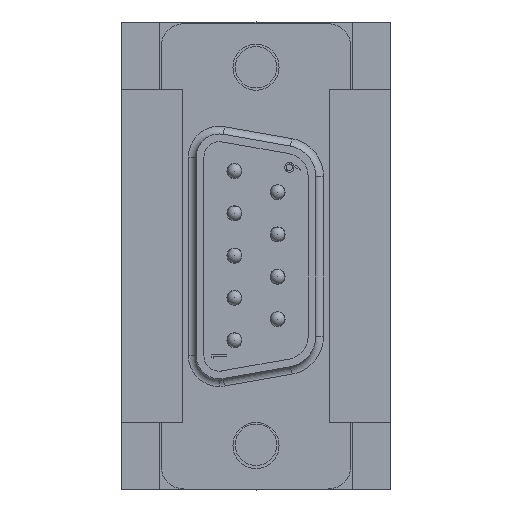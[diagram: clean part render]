
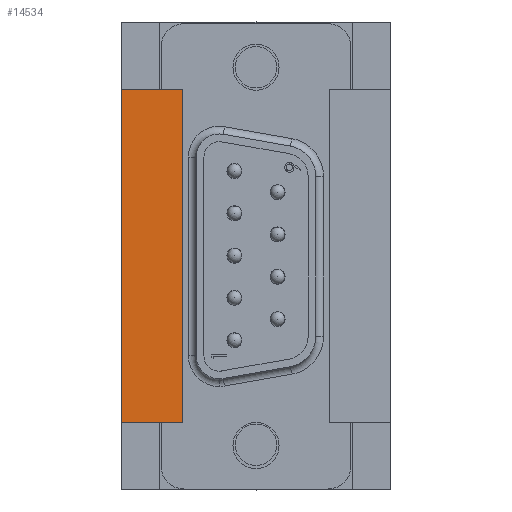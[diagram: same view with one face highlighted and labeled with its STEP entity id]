
A CAD part, left-side view. The second image highlights one B-rep face of the part: STEP entity #14534.
In plain terms, the highlighted planar face has unit normal (-1, 0, 0).
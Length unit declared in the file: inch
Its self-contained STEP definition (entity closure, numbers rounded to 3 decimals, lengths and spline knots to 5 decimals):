
#7132 = CARTESIAN_POINT ( 'NONE',  ( -0.79, 0.35, -0.434 ) ) ;
#7183 = CARTESIAN_POINT ( 'NONE',  ( -0.79, 0.35, 0.434 ) ) ;
#7184 = DIRECTION ( 'NONE',  ( 0., 0., -1. ) ) ;
#7185 = VECTOR ( 'NONE', #7184, 39.37008 ) ;
#7186 = CARTESIAN_POINT ( 'NONE',  ( -0.79, 0.35, 0.434 ) ) ;
#7187 = LINE ( 'NONE', #7186, #7185 ) ;
#7989 = CARTESIAN_POINT ( 'NONE',  ( -0.79, 0.25, -0.43395 ) ) ;
#8004 = DIRECTION ( 'NONE',  ( 0., -1., 0. ) ) ;
#8005 = VECTOR ( 'NONE', #8004, 39.37008 ) ;
#8006 = CARTESIAN_POINT ( 'NONE',  ( -0.79, 0.34957, -0.434 ) ) ;
#8007 = LINE ( 'NONE', #8006, #8005 ) ;
#8074 = DIRECTION ( 'NONE',  ( 0., 1., 0. ) ) ;
#8075 = VECTOR ( 'NONE', #8074, 39.37008 ) ;
#8076 = CARTESIAN_POINT ( 'NONE',  ( -0.79, 0.19, 0.43395 ) ) ;
#8077 = LINE ( 'NONE', #8076, #8075 ) ;
#8078 = CARTESIAN_POINT ( 'NONE',  ( -0.79, 0.19, 0.43395 ) ) ;
#8079 = DIRECTION ( 'NONE',  ( 0., 0., -1. ) ) ;
#8080 = VECTOR ( 'NONE', #8079, 39.37008 ) ;
#8081 = CARTESIAN_POINT ( 'NONE',  ( -0.79, 0.19, 0.43395 ) ) ;
#8082 = LINE ( 'NONE', #8081, #8080 ) ;
#8117 = DIRECTION ( 'NONE',  ( 0., -1., 0. ) ) ;
#8118 = VECTOR ( 'NONE', #8117, 39.37008 ) ;
#8119 = CARTESIAN_POINT ( 'NONE',  ( -0.79, 0.35, 0.434 ) ) ;
#8120 = LINE ( 'NONE', #8119, #8118 ) ;
#8131 = CARTESIAN_POINT ( 'NONE',  ( -0.79, 0.19, -0.43395 ) ) ;
#8132 = DIRECTION ( 'NONE',  ( 0., 1., 0. ) ) ;
#8133 = VECTOR ( 'NONE', #8132, 39.37008 ) ;
#8134 = CARTESIAN_POINT ( 'NONE',  ( -0.79, 0.19, -0.43395 ) ) ;
#8135 = LINE ( 'NONE', #8134, #8133 ) ;
#8178 = DIRECTION ( 'NONE',  ( 0., 1., 0. ) ) ;
#8179 = DIRECTION ( 'NONE',  ( 1., 0., 0. ) ) ;
#8180 = CARTESIAN_POINT ( 'NONE',  ( -0.79, 0.35, 0.434 ) ) ;
#8181 = AXIS2_PLACEMENT_3D ( 'NONE', #8180, #8179, #8178 ) ;
#8182 = PLANE ( 'NONE',  #8181 ) ;
#8183 = FACE_OUTER_BOUND ( 'NONE', #14510, .T. ) ;
#8311 = CARTESIAN_POINT ( 'NONE',  ( -0.79, 0.25, 0.43395 ) ) ;
#13969 = EDGE_CURVE ( 'NONE', #13970, #14010, #7187, .T. ) ;
#13970 = VERTEX_POINT ( 'NONE', #7183 ) ;
#14010 = VERTEX_POINT ( 'NONE', #7132 ) ;
#14507 = ORIENTED_EDGE ( 'NONE', *, *, #14587, .T. ) ;
#14508 = ORIENTED_EDGE ( 'NONE', *, *, #14556, .F. ) ;
#14510 = EDGE_LOOP ( 'NONE', ( #14511, #14512, #14507, #14508, #14558, #14561 ) ) ;
#14511 = ORIENTED_EDGE ( 'NONE', *, *, #14542, .F. ) ;
#14512 = ORIENTED_EDGE ( 'NONE', *, *, #13969, .T. ) ;
#14534 = ADVANCED_FACE ( 'NONE', ( #8183 ), #8182, .F. ) ;
#14542 = EDGE_CURVE ( 'NONE', #13970, #14625, #8120, .T. ) ;
#14556 = EDGE_CURVE ( 'NONE', #14557, #14593, #8135, .T. ) ;
#14557 = VERTEX_POINT ( 'NONE', #8131 ) ;
#14558 = ORIENTED_EDGE ( 'NONE', *, *, #14559, .F. ) ;
#14559 = EDGE_CURVE ( 'NONE', #14560, #14557, #8082, .T. ) ;
#14560 = VERTEX_POINT ( 'NONE', #8078 ) ;
#14561 = ORIENTED_EDGE ( 'NONE', *, *, #14562, .T. ) ;
#14562 = EDGE_CURVE ( 'NONE', #14560, #14625, #8077, .T. ) ;
#14587 = EDGE_CURVE ( 'NONE', #14010, #14593, #8007, .T. ) ;
#14593 = VERTEX_POINT ( 'NONE', #7989 ) ;
#14625 = VERTEX_POINT ( 'NONE', #8311 ) ;
